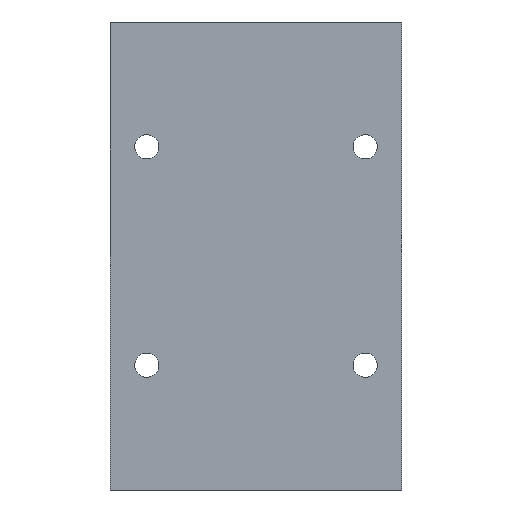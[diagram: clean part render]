
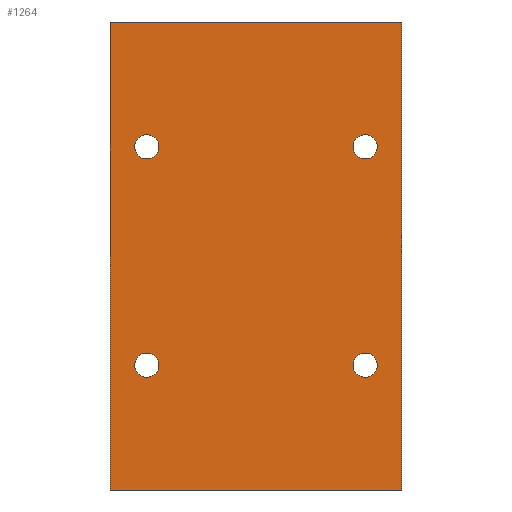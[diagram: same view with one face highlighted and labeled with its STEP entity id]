
A CAD part, front view. The second image highlights one B-rep face of the part: STEP entity #1264.
In plain terms, the highlighted planar face has unit normal (0, -1, 0).
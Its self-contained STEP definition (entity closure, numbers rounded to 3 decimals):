
#2 = VERTEX_POINT ( 'NONE', #180 ) ;
#18 = ORIENTED_EDGE ( 'NONE', *, *, #272, .F. ) ;
#24 = CARTESIAN_POINT ( 'NONE',  ( -9., 0., -9. ) ) ;
#29 = DIRECTION ( 'NONE',  ( -1., 0., 0. ) ) ;
#31 = VERTEX_POINT ( 'NONE', #605 ) ;
#43 = CARTESIAN_POINT ( 'NONE',  ( -12., 0., 19.29 ) ) ;
#49 = EDGE_LOOP ( 'NONE', ( #1157, #397 ) ) ;
#53 = AXIS2_PLACEMENT_3D ( 'NONE', #1284, #964, #342 ) ;
#87 = EDGE_LOOP ( 'NONE', ( #791, #1217, #18, #682 ) ) ;
#88 = FACE_BOUND ( 'NONE', #182, .T. ) ;
#92 = LINE ( 'NONE', #1054, #364 ) ;
#107 = DIRECTION ( 'NONE',  ( 0., 1., 0. ) ) ;
#122 = DIRECTION ( 'NONE',  ( 0., 0., 1. ) ) ;
#123 = CARTESIAN_POINT ( 'NONE',  ( 9., 0., 8. ) ) ;
#153 = AXIS2_PLACEMENT_3D ( 'NONE', #521, #1252, #624 ) ;
#167 = VERTEX_POINT ( 'NONE', #123 ) ;
#180 = CARTESIAN_POINT ( 'NONE',  ( -12., 0., 19.29 ) ) ;
#182 = EDGE_LOOP ( 'NONE', ( #855, #859 ) ) ;
#192 = CIRCLE ( 'NONE', #788, 1. ) ;
#197 = DIRECTION ( 'NONE',  ( 0., 1., 0. ) ) ;
#207 = DIRECTION ( 'NONE',  ( 0., 0., -1. ) ) ;
#218 = DIRECTION ( 'NONE',  ( 0., 1., 0. ) ) ;
#224 = VECTOR ( 'NONE', #207, 1000. ) ;
#225 = AXIS2_PLACEMENT_3D ( 'NONE', #739, #107, #835 ) ;
#234 = EDGE_CURVE ( 'NONE', #632, #1253, #911, .T. ) ;
#272 = EDGE_CURVE ( 'NONE', #971, #2, #1120, .T. ) ;
#287 = CARTESIAN_POINT ( 'NONE',  ( -9., 0., -8. ) ) ;
#319 = DIRECTION ( 'NONE',  ( 1., 0., 0. ) ) ;
#321 = CARTESIAN_POINT ( 'NONE',  ( 12., 0., -19.29 ) ) ;
#342 = DIRECTION ( 'NONE',  ( 0., 0., -1. ) ) ;
#360 = FACE_BOUND ( 'NONE', #1191, .T. ) ;
#364 = VECTOR ( 'NONE', #319, 1000. ) ;
#368 = EDGE_CURVE ( 'NONE', #478, #1357, #503, .T. ) ;
#385 = CARTESIAN_POINT ( 'NONE',  ( -9., 0., 10. ) ) ;
#397 = ORIENTED_EDGE ( 'NONE', *, *, #403, .T. ) ;
#403 = EDGE_CURVE ( 'NONE', #1036, #681, #1023, .T. ) ;
#427 = CARTESIAN_POINT ( 'NONE',  ( -9., 0., 9. ) ) ;
#437 = DIRECTION ( 'NONE',  ( 0., 1., 0. ) ) ;
#446 = EDGE_CURVE ( 'NONE', #1357, #478, #192, .T. ) ;
#454 = AXIS2_PLACEMENT_3D ( 'NONE', #24, #749, #122 ) ;
#465 = VERTEX_POINT ( 'NONE', #321 ) ;
#478 = VERTEX_POINT ( 'NONE', #753 ) ;
#498 = CIRCLE ( 'NONE', #711, 1. ) ;
#503 = CIRCLE ( 'NONE', #153, 1. ) ;
#521 = CARTESIAN_POINT ( 'NONE',  ( 9., 0., -9. ) ) ;
#540 = DIRECTION ( 'NONE',  ( 0., 0., 1. ) ) ;
#553 = CARTESIAN_POINT ( 'NONE',  ( -9., 0., 9. ) ) ;
#570 = CIRCLE ( 'NONE', #893, 1. ) ;
#584 = CARTESIAN_POINT ( 'NONE',  ( 9., 0., -10. ) ) ;
#592 = CARTESIAN_POINT ( 'NONE',  ( -9., 0., -10. ) ) ;
#600 = AXIS2_PLACEMENT_3D ( 'NONE', #553, #1285, #663 ) ;
#605 = CARTESIAN_POINT ( 'NONE',  ( 12., 0., 19.29 ) ) ;
#624 = DIRECTION ( 'NONE',  ( 0., 0., 1. ) ) ;
#632 = VERTEX_POINT ( 'NONE', #385 ) ;
#656 = CIRCLE ( 'NONE', #454, 1. ) ;
#661 = CARTESIAN_POINT ( 'NONE',  ( -9., 0., 8. ) ) ;
#663 = DIRECTION ( 'NONE',  ( 0., 0., 1. ) ) ;
#681 = VERTEX_POINT ( 'NONE', #287 ) ;
#682 = ORIENTED_EDGE ( 'NONE', *, *, #1242, .F. ) ;
#696 = ORIENTED_EDGE ( 'NONE', *, *, #368, .T. ) ;
#708 = EDGE_CURVE ( 'NONE', #167, #922, #570, .T. ) ;
#711 = AXIS2_PLACEMENT_3D ( 'NONE', #427, #1166, #540 ) ;
#717 = CIRCLE ( 'NONE', #982, 1. ) ;
#739 = CARTESIAN_POINT ( 'NONE',  ( -9., 0., -9. ) ) ;
#748 = FACE_BOUND ( 'NONE', #1136, .T. ) ;
#749 = DIRECTION ( 'NONE',  ( 0., 1., 0. ) ) ;
#753 = CARTESIAN_POINT ( 'NONE',  ( 9., 0., -8. ) ) ;
#775 = DIRECTION ( 'NONE',  ( 0., 0., 1. ) ) ;
#780 = ORIENTED_EDGE ( 'NONE', *, *, #708, .T. ) ;
#788 = AXIS2_PLACEMENT_3D ( 'NONE', #849, #218, #947 ) ;
#789 = EDGE_CURVE ( 'NONE', #31, #465, #810, .T. ) ;
#791 = ORIENTED_EDGE ( 'NONE', *, *, #789, .F. ) ;
#810 = LINE ( 'NONE', #831, #224 ) ;
#817 = CARTESIAN_POINT ( 'NONE',  ( 9., 0., 9. ) ) ;
#825 = ORIENTED_EDGE ( 'NONE', *, *, #446, .T. ) ;
#831 = CARTESIAN_POINT ( 'NONE',  ( 12., 0., 19.29 ) ) ;
#835 = DIRECTION ( 'NONE',  ( 0., 0., 1. ) ) ;
#849 = CARTESIAN_POINT ( 'NONE',  ( 9., 0., -9. ) ) ;
#855 = ORIENTED_EDGE ( 'NONE', *, *, #234, .T. ) ;
#859 = ORIENTED_EDGE ( 'NONE', *, *, #1171, .T. ) ;
#866 = EDGE_CURVE ( 'NONE', #2, #31, #92, .T. ) ;
#869 = EDGE_CURVE ( 'NONE', #681, #1036, #656, .T. ) ;
#887 = FACE_OUTER_BOUND ( 'NONE', #87, .T. ) ;
#893 = AXIS2_PLACEMENT_3D ( 'NONE', #817, #197, #925 ) ;
#911 = CIRCLE ( 'NONE', #600, 1. ) ;
#919 = LINE ( 'NONE', #959, #952 ) ;
#922 = VERTEX_POINT ( 'NONE', #960 ) ;
#925 = DIRECTION ( 'NONE',  ( 0., 0., 1. ) ) ;
#935 = ORIENTED_EDGE ( 'NONE', *, *, #1209, .T. ) ;
#947 = DIRECTION ( 'NONE',  ( 0., 0., 1. ) ) ;
#952 = VECTOR ( 'NONE', #29, 1000. ) ;
#959 = CARTESIAN_POINT ( 'NONE',  ( -12., 0., -19.29 ) ) ;
#960 = CARTESIAN_POINT ( 'NONE',  ( 9., 0., 10. ) ) ;
#964 = DIRECTION ( 'NONE',  ( 0., -1., 0. ) ) ;
#971 = VERTEX_POINT ( 'NONE', #1104 ) ;
#982 = AXIS2_PLACEMENT_3D ( 'NONE', #1064, #437, #1170 ) ;
#1023 = CIRCLE ( 'NONE', #225, 1. ) ;
#1036 = VERTEX_POINT ( 'NONE', #592 ) ;
#1054 = CARTESIAN_POINT ( 'NONE',  ( -12., 0., 19.29 ) ) ;
#1064 = CARTESIAN_POINT ( 'NONE',  ( 9., 0., 9. ) ) ;
#1069 = PLANE ( 'NONE',  #53 ) ;
#1104 = CARTESIAN_POINT ( 'NONE',  ( -12., 0., -19.29 ) ) ;
#1120 = LINE ( 'NONE', #43, #1161 ) ;
#1136 = EDGE_LOOP ( 'NONE', ( #696, #825 ) ) ;
#1157 = ORIENTED_EDGE ( 'NONE', *, *, #869, .T. ) ;
#1161 = VECTOR ( 'NONE', #775, 1000. ) ;
#1166 = DIRECTION ( 'NONE',  ( 0., 1., 0. ) ) ;
#1170 = DIRECTION ( 'NONE',  ( 0., 0., 1. ) ) ;
#1171 = EDGE_CURVE ( 'NONE', #1253, #632, #498, .T. ) ;
#1174 = FACE_BOUND ( 'NONE', #49, .T. ) ;
#1191 = EDGE_LOOP ( 'NONE', ( #935, #780 ) ) ;
#1209 = EDGE_CURVE ( 'NONE', #922, #167, #717, .T. ) ;
#1217 = ORIENTED_EDGE ( 'NONE', *, *, #866, .F. ) ;
#1242 = EDGE_CURVE ( 'NONE', #465, #971, #919, .T. ) ;
#1252 = DIRECTION ( 'NONE',  ( 0., 1., 0. ) ) ;
#1253 = VERTEX_POINT ( 'NONE', #661 ) ;
#1264 = ADVANCED_FACE ( 'NONE', ( #88, #360, #748, #1174, #887 ), #1069, .T. ) ;
#1284 = CARTESIAN_POINT ( 'NONE',  ( 0., 0., 0. ) ) ;
#1285 = DIRECTION ( 'NONE',  ( 0., 1., 0. ) ) ;
#1357 = VERTEX_POINT ( 'NONE', #584 ) ;
